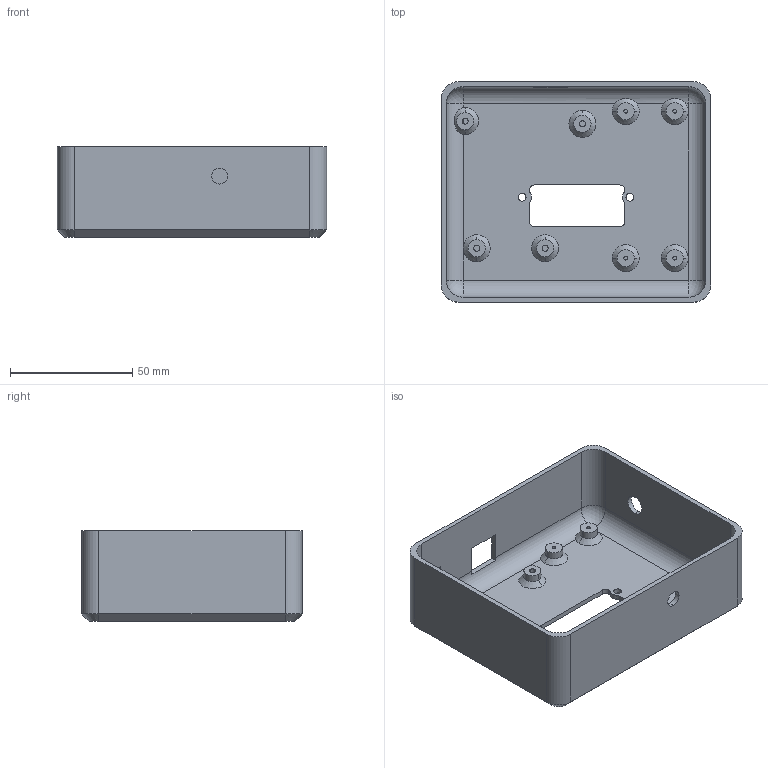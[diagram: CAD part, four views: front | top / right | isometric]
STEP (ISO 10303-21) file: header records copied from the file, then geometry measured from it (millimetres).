
FILE_DESCRIPTION((''),'2;1');
FILE_NAME('HALTER_LEITERPLATTE','2025-07-13T12:39:14',('Mathias'),(''),'CREO PARAMETRIC BY PTC INC, 2023073','CREO PARAMETRIC BY PTC INC, 2023073','');
FILE_SCHEMA(('CONFIG_CONTROL_DESIGN'));
Length unit declared in the file: millimetre
Products named in the file (1): HALTER_LEITERPLATTE
Bounding box: 110 x 90 x 37 mm (x, y, z)
Volume: 48321.1 mm3; surface area: 46142.9 mm2
Topology: 1 solids, 1 shells, 1766 faces, 4980 edges, 3308 vertices
Faces by surface type: plane 1679, cylinder 63, cone 20, sphere 4
Entity records: 56151 total; most frequent: CARTESIAN_POINT 10200, ORIENTED_EDGE 9960, DIRECTION 8660, EDGE_CURVE 4980, VECTOR 4822, LINE 4822, VERTEX_POINT 3308, AXIS2_PLACEMENT_3D 1919
